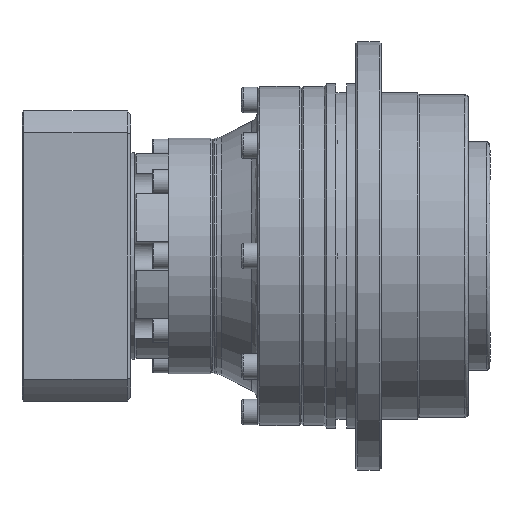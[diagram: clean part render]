
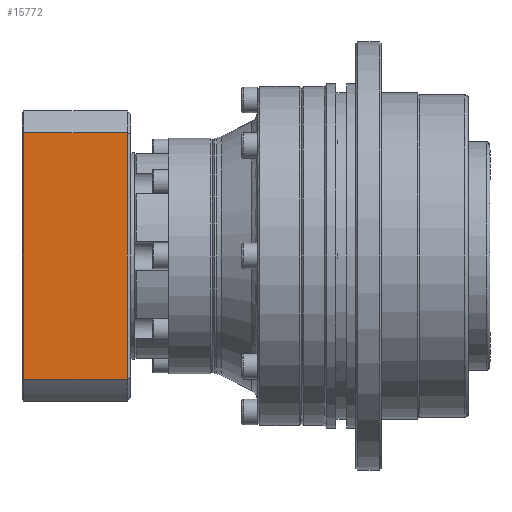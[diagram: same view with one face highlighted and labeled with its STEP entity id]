
A CAD part, front view. The second image highlights one B-rep face of the part: STEP entity #15772.
In plain terms, the highlighted planar face has unit normal (0, -1, 0).
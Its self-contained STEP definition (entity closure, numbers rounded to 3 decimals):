
#620 = ORIENTED_EDGE ( 'NONE', *, *, #13576, .F. ) ;
#3078 = CARTESIAN_POINT ( 'NONE',  ( -34.004, -40., 33. ) ) ;
#5956 = ORIENTED_EDGE ( 'NONE', *, *, #23466, .F. ) ;
#6938 = VERTEX_POINT ( 'NONE', #3078 ) ;
#7490 = VECTOR ( 'NONE', #15977, 1000. ) ;
#9151 = DIRECTION ( 'NONE',  ( 1., 0., 0. ) ) ;
#9501 = DIRECTION ( 'NONE',  ( 0., 0., 1. ) ) ;
#10395 = EDGE_CURVE ( 'NONE', #6938, #11986, #12285, .T. ) ;
#10928 = CARTESIAN_POINT ( 'NONE',  ( 34.004, -40., 0. ) ) ;
#11112 = PLANE ( 'NONE',  #16615 ) ;
#11225 = DIRECTION ( 'NONE',  ( 0., 1., 0. ) ) ;
#11677 = CARTESIAN_POINT ( 'NONE',  ( -17.002, -40., 4.5 ) ) ;
#11758 = LINE ( 'NONE', #11677, #18419 ) ;
#11986 = VERTEX_POINT ( 'NONE', #31524 ) ;
#12285 = LINE ( 'NONE', #14351, #18179 ) ;
#13576 = EDGE_CURVE ( 'NONE', #26202, #6938, #29990, .T. ) ;
#13637 = EDGE_LOOP ( 'NONE', ( #26400, #29467, #620, #5956 ) ) ;
#14351 = CARTESIAN_POINT ( 'NONE',  ( -34.004, -40., 33. ) ) ;
#15772 = ADVANCED_FACE ( 'NONE', ( #15866 ), #11112, .F. ) ;
#15866 = FACE_OUTER_BOUND ( 'NONE', #13637, .T. ) ;
#15977 = DIRECTION ( 'NONE',  ( 0., 0., -1. ) ) ;
#16615 = AXIS2_PLACEMENT_3D ( 'NONE', #25873, #11225, #28343 ) ;
#17817 = EDGE_CURVE ( 'NONE', #11986, #28980, #26991, .T. ) ;
#18179 = VECTOR ( 'NONE', #9151, 1000. ) ;
#18419 = VECTOR ( 'NONE', #26301, 1000. ) ;
#19644 = CARTESIAN_POINT ( 'NONE',  ( 34.004, -40., 4.5 ) ) ;
#23466 = EDGE_CURVE ( 'NONE', #28980, #26202, #11758, .T. ) ;
#23564 = VECTOR ( 'NONE', #9501, 1000. ) ;
#24195 = CARTESIAN_POINT ( 'NONE',  ( -34.004, -40., 33.5 ) ) ;
#25873 = CARTESIAN_POINT ( 'NONE',  ( -34.004, -40., 33.5 ) ) ;
#26202 = VERTEX_POINT ( 'NONE', #26396 ) ;
#26301 = DIRECTION ( 'NONE',  ( -1., 0., 0. ) ) ;
#26396 = CARTESIAN_POINT ( 'NONE',  ( -34.004, -40., 4.5 ) ) ;
#26400 = ORIENTED_EDGE ( 'NONE', *, *, #17817, .F. ) ;
#26991 = LINE ( 'NONE', #10928, #7490 ) ;
#28343 = DIRECTION ( 'NONE',  ( -1., 0., 0. ) ) ;
#28980 = VERTEX_POINT ( 'NONE', #19644 ) ;
#29467 = ORIENTED_EDGE ( 'NONE', *, *, #10395, .F. ) ;
#29990 = LINE ( 'NONE', #24195, #23564 ) ;
#31524 = CARTESIAN_POINT ( 'NONE',  ( 34.004, -40., 33. ) ) ;
